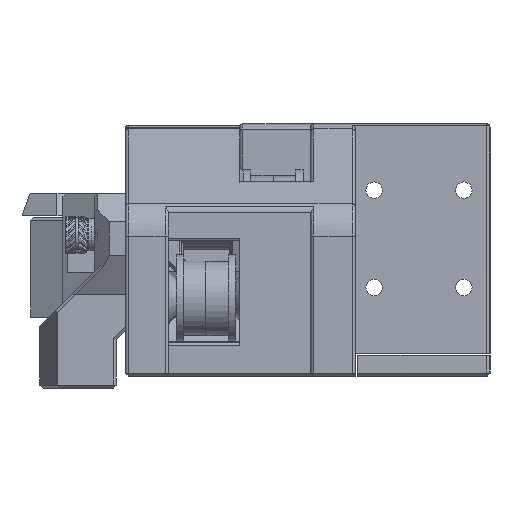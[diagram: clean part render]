
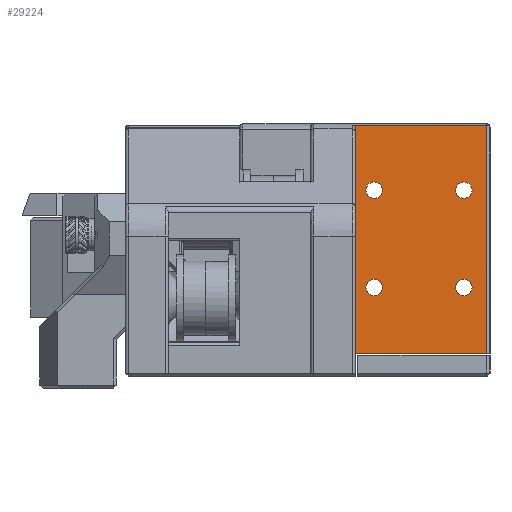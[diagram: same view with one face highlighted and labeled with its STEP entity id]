
A CAD part, left-side view. The second image highlights one B-rep face of the part: STEP entity #29224.
In plain terms, the highlighted planar face has unit normal (-1, 0, 0).
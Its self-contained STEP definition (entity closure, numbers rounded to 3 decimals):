
#476=B_SPLINE_CURVE_WITH_KNOTS('',3,(#49592,#49593,#49594,#49595,#49596,
#49597,#49598,#49599,#49600,#49601),.UNSPECIFIED.,.F.,.F.,(4,2,2,2,4),(0.,
0.016,0.033,0.05,0.068),
 .UNSPECIFIED.);
#1257=FACE_BOUND('',#5494,.T.);
#1258=FACE_BOUND('',#5495,.T.);
#1259=FACE_BOUND('',#5496,.T.);
#1260=FACE_BOUND('',#5497,.T.);
#2242=CIRCLE('',#31822,1.1);
#2243=CIRCLE('',#31823,1.1);
#2244=CIRCLE('',#31824,1.1);
#2245=CIRCLE('',#31825,1.1);
#3717=FACE_OUTER_BOUND('',#5493,.T.);
#5493=EDGE_LOOP('',(#23933,#23934,#23935,#23936,#23937));
#5494=EDGE_LOOP('',(#23938));
#5495=EDGE_LOOP('',(#23939));
#5496=EDGE_LOOP('',(#23940));
#5497=EDGE_LOOP('',(#23941));
#7920=LINE('',#49584,#10676);
#7922=LINE('',#49588,#10678);
#7923=LINE('',#49590,#10679);
#7924=LINE('',#49602,#10680);
#10676=VECTOR('',#37988,10.);
#10678=VECTOR('',#37992,10.);
#10679=VECTOR('',#37993,10.);
#10680=VECTOR('',#37994,10.);
#13379=VERTEX_POINT('',#49581);
#13380=VERTEX_POINT('',#49583);
#13381=VERTEX_POINT('',#49587);
#13382=VERTEX_POINT('',#49589);
#13383=VERTEX_POINT('',#49591);
#13384=VERTEX_POINT('',#49603);
#13385=VERTEX_POINT('',#49605);
#13386=VERTEX_POINT('',#49607);
#13387=VERTEX_POINT('',#49609);
#17011=EDGE_CURVE('',#13380,#13379,#7920,.T.);
#17013=EDGE_CURVE('',#13381,#13379,#7922,.T.);
#17014=EDGE_CURVE('',#13382,#13381,#7923,.T.);
#17015=EDGE_CURVE('',#13383,#13382,#476,.F.);
#17016=EDGE_CURVE('',#13380,#13383,#7924,.T.);
#17017=EDGE_CURVE('',#13384,#13384,#2242,.T.);
#17018=EDGE_CURVE('',#13385,#13385,#2243,.T.);
#17019=EDGE_CURVE('',#13386,#13386,#2244,.T.);
#17020=EDGE_CURVE('',#13387,#13387,#2245,.T.);
#23933=ORIENTED_EDGE('',*,*,#17011,.T.);
#23934=ORIENTED_EDGE('',*,*,#17013,.F.);
#23935=ORIENTED_EDGE('',*,*,#17014,.F.);
#23936=ORIENTED_EDGE('',*,*,#17015,.F.);
#23937=ORIENTED_EDGE('',*,*,#17016,.F.);
#23938=ORIENTED_EDGE('',*,*,#17017,.T.);
#23939=ORIENTED_EDGE('',*,*,#17018,.T.);
#23940=ORIENTED_EDGE('',*,*,#17019,.T.);
#23941=ORIENTED_EDGE('',*,*,#17020,.T.);
#27649=PLANE('',#31821);
#29224=ADVANCED_FACE('',(#3717,#1257,#1258,#1259,#1260),#27649,.T.);
#31821=AXIS2_PLACEMENT_3D('',#49586,#37990,#37991);
#31822=AXIS2_PLACEMENT_3D('',#49604,#37995,#37996);
#31823=AXIS2_PLACEMENT_3D('',#49606,#37997,#37998);
#31824=AXIS2_PLACEMENT_3D('',#49608,#37999,#38000);
#31825=AXIS2_PLACEMENT_3D('',#49610,#38001,#38002);
#37988=DIRECTION('',(0.,-1.,0.));
#37990=DIRECTION('center_axis',(-1.,0.,0.));
#37991=DIRECTION('ref_axis',(0.,0.,-1.));
#37992=DIRECTION('',(0.,0.,-1.));
#37993=DIRECTION('',(0.,-1.,0.));
#37994=DIRECTION('',(0.,0.,1.));
#37995=DIRECTION('center_axis',(1.,0.,0.));
#37996=DIRECTION('ref_axis',(0.,0.,1.));
#37997=DIRECTION('center_axis',(1.,0.,0.));
#37998=DIRECTION('ref_axis',(0.,0.,1.));
#37999=DIRECTION('center_axis',(1.,0.,0.));
#38000=DIRECTION('ref_axis',(0.,0.,1.));
#38001=DIRECTION('center_axis',(1.,0.,0.));
#38002=DIRECTION('ref_axis',(0.,0.,1.));
#49581=CARTESIAN_POINT('',(14.5,36.807,5.565));
#49583=CARTESIAN_POINT('',(14.5,54.357,5.565));
#49584=CARTESIAN_POINT('',(14.5,48.357,5.565));
#49586=CARTESIAN_POINT('Origin',(14.5,60.357,32.305));
#49587=CARTESIAN_POINT('',(14.5,36.807,36.125));
#49588=CARTESIAN_POINT('',(14.5,36.807,24.62));
#49589=CARTESIAN_POINT('',(14.5,54.807,36.125));
#49590=CARTESIAN_POINT('',(14.5,60.357,36.125));
#49591=CARTESIAN_POINT('',(14.5,54.357,35.656));
#49592=CARTESIAN_POINT('Ctrl Pts',(14.5,54.807,36.125));
#49593=CARTESIAN_POINT('Ctrl Pts',(14.5,54.752,36.125));
#49594=CARTESIAN_POINT('Ctrl Pts',(14.5,54.688,36.111));
#49595=CARTESIAN_POINT('Ctrl Pts',(14.5,54.586,36.068));
#49596=CARTESIAN_POINT('Ctrl Pts',(14.5,54.531,36.03));
#49597=CARTESIAN_POINT('Ctrl Pts',(14.5,54.452,35.949));
#49598=CARTESIAN_POINT('Ctrl Pts',(14.5,54.414,35.892));
#49599=CARTESIAN_POINT('Ctrl Pts',(14.5,54.371,35.784));
#49600=CARTESIAN_POINT('Ctrl Pts',(14.5,54.357,35.715));
#49601=CARTESIAN_POINT('Ctrl Pts',(14.5,54.357,35.656));
#49602=CARTESIAN_POINT('',(14.5,54.357,31.905));
#49603=CARTESIAN_POINT('',(14.5,51.857,13.335));
#49604=CARTESIAN_POINT('Origin',(14.5,51.857,14.435));
#49605=CARTESIAN_POINT('',(14.5,51.857,26.335));
#49606=CARTESIAN_POINT('Origin',(14.5,51.857,27.435));
#49607=CARTESIAN_POINT('',(14.5,39.857,13.335));
#49608=CARTESIAN_POINT('Origin',(14.5,39.857,14.435));
#49609=CARTESIAN_POINT('',(14.5,39.857,26.335));
#49610=CARTESIAN_POINT('Origin',(14.5,39.857,27.435));
